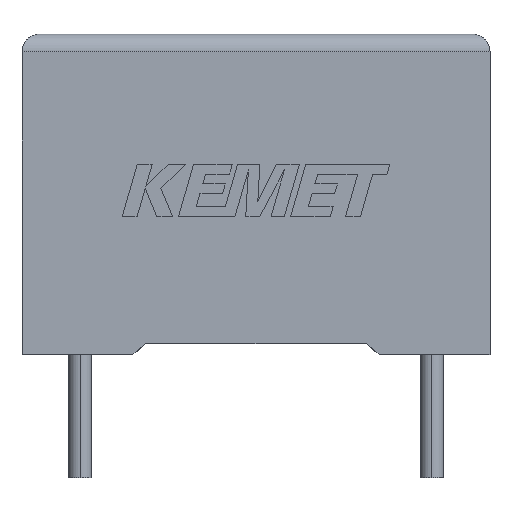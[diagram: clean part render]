
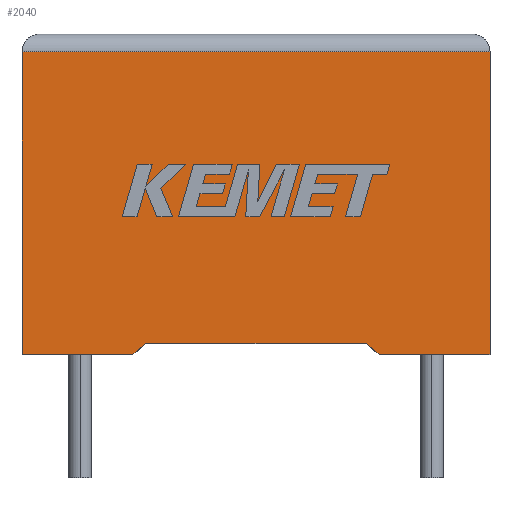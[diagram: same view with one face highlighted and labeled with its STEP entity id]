
A CAD part, top view. The second image highlights one B-rep face of the part: STEP entity #2040.
In plain terms, the highlighted planar face has unit normal (0, 0, 1).
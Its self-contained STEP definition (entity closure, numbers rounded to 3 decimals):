
#12 = CARTESIAN_POINT ( 'NONE',  ( 3.15, 0., 4.2 ) ) ;
#17 = LINE ( 'NONE', #295, #2367 ) ;
#33 = ORIENTED_EDGE ( 'NONE', *, *, #3035, .T. ) ;
#119 = LINE ( 'NONE', #1981, #745 ) ;
#155 = VERTEX_POINT ( 'NONE', #407 ) ;
#189 = CARTESIAN_POINT ( 'NONE',  ( 0., 0., 4.2 ) ) ;
#278 = LINE ( 'NONE', #2971, #2509 ) ;
#295 = CARTESIAN_POINT ( 'NONE',  ( 0., 8.6, 4.2 ) ) ;
#360 = EDGE_CURVE ( 'NONE', #2729, #1555, #119, .T. ) ;
#407 = CARTESIAN_POINT ( 'NONE',  ( 9.781, 0.314, 4.2 ) ) ;
#411 = DIRECTION ( 'NONE',  ( 0.762, -0.647, 0. ) ) ;
#509 = CARTESIAN_POINT ( 'NONE',  ( 0., 0., 4.2 ) ) ;
#564 = AXIS2_PLACEMENT_3D ( 'NONE', #189, #2761, #1139 ) ;
#658 = PLANE ( 'NONE',  #564 ) ;
#722 = EDGE_CURVE ( 'NONE', #155, #2729, #965, .T. ) ;
#745 = VECTOR ( 'NONE', #1299, 1000. ) ;
#777 = DIRECTION ( 'NONE',  ( -1., 0., 0. ) ) ;
#814 = LINE ( 'NONE', #1105, #1913 ) ;
#861 = ORIENTED_EDGE ( 'NONE', *, *, #360, .F. ) ;
#943 = LINE ( 'NONE', #1686, #1093 ) ;
#965 = LINE ( 'NONE', #1934, #1750 ) ;
#1064 = ORIENTED_EDGE ( 'NONE', *, *, #2742, .T. ) ;
#1065 = EDGE_CURVE ( 'NONE', #155, #2513, #814, .T. ) ;
#1067 = ORIENTED_EDGE ( 'NONE', *, *, #2598, .T. ) ;
#1093 = VECTOR ( 'NONE', #2169, 1000. ) ;
#1105 = CARTESIAN_POINT ( 'NONE',  ( 10.15, 0., 4.2 ) ) ;
#1139 = DIRECTION ( 'NONE',  ( -1., 0., 0. ) ) ;
#1175 = CARTESIAN_POINT ( 'NONE',  ( 3.519, 0.314, 4.2 ) ) ;
#1228 = DIRECTION ( 'NONE',  ( 0., 1., 0. ) ) ;
#1283 = CARTESIAN_POINT ( 'NONE',  ( 13.3, 0., 4.2 ) ) ;
#1299 = DIRECTION ( 'NONE',  ( -0.762, -0.647, 0. ) ) ;
#1403 = LINE ( 'NONE', #2553, #1775 ) ;
#1551 = EDGE_LOOP ( 'NONE', ( #1064, #2136, #1067, #2567, #861, #2903, #2295, #33 ) ) ;
#1555 = VERTEX_POINT ( 'NONE', #12 ) ;
#1605 = VERTEX_POINT ( 'NONE', #509 ) ;
#1686 = CARTESIAN_POINT ( 'NONE',  ( 0., 0., 4.2 ) ) ;
#1708 = VERTEX_POINT ( 'NONE', #1283 ) ;
#1750 = VECTOR ( 'NONE', #777, 1000. ) ;
#1775 = VECTOR ( 'NONE', #2850, 1000. ) ;
#1791 = EDGE_CURVE ( 'NONE', #1605, #1555, #943, .T. ) ;
#1913 = VECTOR ( 'NONE', #411, 1000. ) ;
#1916 = VERTEX_POINT ( 'NONE', #2139 ) ;
#1934 = CARTESIAN_POINT ( 'NONE',  ( 6.65, 0.314, 4.2 ) ) ;
#1981 = CARTESIAN_POINT ( 'NONE',  ( 3.15, 0., 4.2 ) ) ;
#2040 = ADVANCED_FACE ( 'NONE', ( #2550 ), #658, .F. ) ;
#2136 = ORIENTED_EDGE ( 'NONE', *, *, #3047, .T. ) ;
#2139 = CARTESIAN_POINT ( 'NONE',  ( 13.3, 8.6, 4.2 ) ) ;
#2169 = DIRECTION ( 'NONE',  ( 1., 0., 0. ) ) ;
#2249 = VERTEX_POINT ( 'NONE', #2980 ) ;
#2295 = ORIENTED_EDGE ( 'NONE', *, *, #1065, .T. ) ;
#2367 = VECTOR ( 'NONE', #2622, 1000. ) ;
#2380 = DIRECTION ( 'NONE',  ( 1., 0., 0. ) ) ;
#2428 = CARTESIAN_POINT ( 'NONE',  ( 0., 0., 4.2 ) ) ;
#2509 = VECTOR ( 'NONE', #1228, 1000. ) ;
#2513 = VERTEX_POINT ( 'NONE', #2707 ) ;
#2550 = FACE_OUTER_BOUND ( 'NONE', #1551, .T. ) ;
#2553 = CARTESIAN_POINT ( 'NONE',  ( 0., 0., 4.2 ) ) ;
#2567 = ORIENTED_EDGE ( 'NONE', *, *, #1791, .T. ) ;
#2598 = EDGE_CURVE ( 'NONE', #2249, #1605, #1403, .T. ) ;
#2622 = DIRECTION ( 'NONE',  ( -1., 0., 0. ) ) ;
#2644 = VECTOR ( 'NONE', #2380, 1000. ) ;
#2707 = CARTESIAN_POINT ( 'NONE',  ( 10.15, 0., 4.2 ) ) ;
#2729 = VERTEX_POINT ( 'NONE', #1175 ) ;
#2742 = EDGE_CURVE ( 'NONE', #1708, #1916, #278, .T. ) ;
#2761 = DIRECTION ( 'NONE',  ( 0., 0., -1. ) ) ;
#2846 = LINE ( 'NONE', #2428, #2644 ) ;
#2850 = DIRECTION ( 'NONE',  ( 0., -1., 0. ) ) ;
#2903 = ORIENTED_EDGE ( 'NONE', *, *, #722, .F. ) ;
#2971 = CARTESIAN_POINT ( 'NONE',  ( 13.3, 0., 4.2 ) ) ;
#2980 = CARTESIAN_POINT ( 'NONE',  ( 0., 8.6, 4.2 ) ) ;
#3035 = EDGE_CURVE ( 'NONE', #2513, #1708, #2846, .T. ) ;
#3047 = EDGE_CURVE ( 'NONE', #1916, #2249, #17, .T. ) ;
